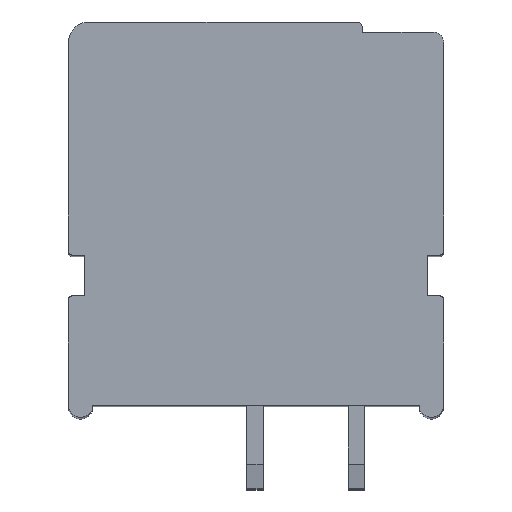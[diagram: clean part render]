
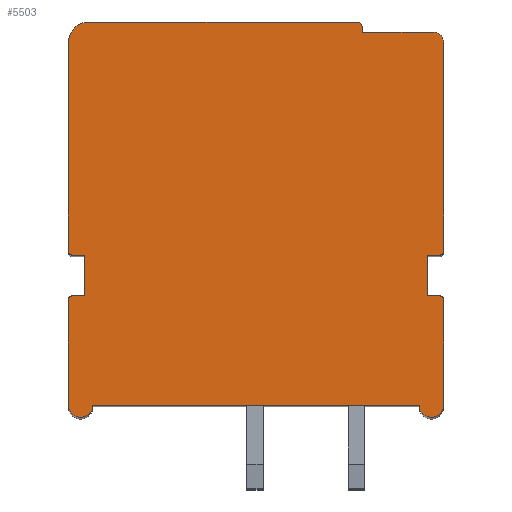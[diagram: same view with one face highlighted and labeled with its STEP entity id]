
A CAD part, top view. The second image highlights one B-rep face of the part: STEP entity #5503.
In plain terms, the highlighted planar face has unit normal (0, 0, 1).
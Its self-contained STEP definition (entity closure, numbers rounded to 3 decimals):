
#800=CARTESIAN_POINT('',(8.75,8.75,4.7));
#801=DIRECTION('',(0.,0.,1.));
#802=DIRECTION('',(1.,0.,0.));
#803=AXIS2_PLACEMENT_3D('',#800,#801,#802);
#805=DIRECTION('',(0.,1.,0.));
#806=VECTOR('',#805,10.3);
#807=CARTESIAN_POINT('',(9.25,-1.55,4.7));
#808=LINE('',#807,#806);
#809=CARTESIAN_POINT('',(9.05,-1.55,4.7));
#810=DIRECTION('',(0.,0.,1.));
#811=DIRECTION('',(0.,-1.,0.));
#812=AXIS2_PLACEMENT_3D('',#809,#810,#811);
#814=DIRECTION('',(1.,0.,0.));
#815=VECTOR('',#814,0.6);
#816=CARTESIAN_POINT('',(8.45,-1.75,4.7));
#817=LINE('',#816,#815);
#818=DIRECTION('',(0.,1.,0.));
#819=VECTOR('',#818,2.);
#820=CARTESIAN_POINT('',(8.45,-3.75,4.7));
#821=LINE('',#820,#819);
#822=DIRECTION('',(-1.,0.,0.));
#823=VECTOR('',#822,0.6);
#824=CARTESIAN_POINT('',(9.05,-3.75,4.7));
#825=LINE('',#824,#823);
#826=CARTESIAN_POINT('',(9.05,-3.95,4.7));
#827=DIRECTION('',(0.,0.,1.));
#828=DIRECTION('',(1.,0.,0.));
#829=AXIS2_PLACEMENT_3D('',#826,#827,#828);
#831=DIRECTION('',(0.,1.,0.));
#832=VECTOR('',#831,5.2);
#833=CARTESIAN_POINT('',(9.25,-9.15,4.7));
#834=LINE('',#833,#832);
#835=CARTESIAN_POINT('',(8.65,-9.15,4.7));
#836=DIRECTION('',(0.,0.,1.));
#837=DIRECTION('',(-1.,0.,0.));
#838=AXIS2_PLACEMENT_3D('',#835,#836,#837);
#840=DIRECTION('',(1.,0.,0.));
#841=VECTOR('',#840,16.1);
#842=CARTESIAN_POINT('',(-8.05,-9.15,4.7));
#843=LINE('',#842,#841);
#844=CARTESIAN_POINT('',(-8.65,-9.15,4.7));
#845=DIRECTION('',(0.,0.,1.));
#846=DIRECTION('',(-1.,0.,0.));
#847=AXIS2_PLACEMENT_3D('',#844,#845,#846);
#849=DIRECTION('',(0.,-1.,0.));
#850=VECTOR('',#849,5.2);
#851=CARTESIAN_POINT('',(-9.25,-3.95,4.7));
#852=LINE('',#851,#850);
#853=CARTESIAN_POINT('',(-9.05,-3.95,4.7));
#854=DIRECTION('',(0.,0.,1.));
#855=DIRECTION('',(0.,1.,0.));
#856=AXIS2_PLACEMENT_3D('',#853,#854,#855);
#858=DIRECTION('',(-1.,0.,0.));
#859=VECTOR('',#858,0.6);
#860=CARTESIAN_POINT('',(-8.45,-3.75,4.7));
#861=LINE('',#860,#859);
#862=DIRECTION('',(0.,-1.,0.));
#863=VECTOR('',#862,2.);
#864=CARTESIAN_POINT('',(-8.45,-1.75,4.7));
#865=LINE('',#864,#863);
#866=DIRECTION('',(1.,0.,0.));
#867=VECTOR('',#866,0.6);
#868=CARTESIAN_POINT('',(-9.05,-1.75,4.7));
#869=LINE('',#868,#867);
#870=CARTESIAN_POINT('',(-9.05,-1.55,4.7));
#871=DIRECTION('',(0.,0.,1.));
#872=DIRECTION('',(-1.,0.,0.));
#873=AXIS2_PLACEMENT_3D('',#870,#871,#872);
#875=DIRECTION('',(0.,-1.,0.));
#876=VECTOR('',#875,10.3);
#877=CARTESIAN_POINT('',(-9.25,8.75,4.7));
#878=LINE('',#877,#876);
#879=CARTESIAN_POINT('',(-8.25,8.75,4.7));
#880=DIRECTION('',(0.,0.,1.));
#881=DIRECTION('',(0.,1.,0.));
#882=AXIS2_PLACEMENT_3D('',#879,#880,#881);
#884=DIRECTION('',(-1.,0.,0.));
#885=VECTOR('',#884,13.2);
#886=CARTESIAN_POINT('',(4.95,9.75,4.7));
#887=LINE('',#886,#885);
#888=CARTESIAN_POINT('',(4.95,9.45,4.7));
#889=DIRECTION('',(0.,0.,1.));
#890=DIRECTION('',(1.,0.,0.));
#891=AXIS2_PLACEMENT_3D('',#888,#889,#890);
#893=DIRECTION('',(0.,1.,0.));
#894=VECTOR('',#893,0.2);
#895=CARTESIAN_POINT('',(5.25,9.25,4.7));
#896=LINE('',#895,#894);
#897=DIRECTION('',(-1.,0.,0.));
#898=VECTOR('',#897,3.5);
#899=CARTESIAN_POINT('',(8.75,9.25,4.7));
#900=LINE('',#899,#898);
#3593=CARTESIAN_POINT('',(9.25,8.75,4.7));
#3594=CARTESIAN_POINT('',(8.75,9.25,4.7));
#3595=VERTEX_POINT('',#3593);
#3596=VERTEX_POINT('',#3594);
#3597=CARTESIAN_POINT('',(5.25,9.25,4.7));
#3598=VERTEX_POINT('',#3597);
#3599=CARTESIAN_POINT('',(5.25,9.45,4.7));
#3600=VERTEX_POINT('',#3599);
#3601=CARTESIAN_POINT('',(4.95,9.75,4.7));
#3602=VERTEX_POINT('',#3601);
#3603=CARTESIAN_POINT('',(-8.25,9.75,4.7));
#3604=VERTEX_POINT('',#3603);
#3605=CARTESIAN_POINT('',(-9.25,8.75,4.7));
#3606=VERTEX_POINT('',#3605);
#3607=CARTESIAN_POINT('',(-9.25,-1.55,4.7));
#3608=VERTEX_POINT('',#3607);
#3609=CARTESIAN_POINT('',(-9.05,-1.75,4.7));
#3610=VERTEX_POINT('',#3609);
#3611=CARTESIAN_POINT('',(-8.45,-1.75,4.7));
#3612=VERTEX_POINT('',#3611);
#3613=CARTESIAN_POINT('',(-8.45,-3.75,4.7));
#3614=VERTEX_POINT('',#3613);
#3615=CARTESIAN_POINT('',(-9.05,-3.75,4.7));
#3616=VERTEX_POINT('',#3615);
#3617=CARTESIAN_POINT('',(-9.25,-3.95,4.7));
#3618=VERTEX_POINT('',#3617);
#3619=CARTESIAN_POINT('',(-9.25,-9.15,4.7));
#3620=VERTEX_POINT('',#3619);
#3621=CARTESIAN_POINT('',(-8.05,-9.15,4.7));
#3622=VERTEX_POINT('',#3621);
#3623=CARTESIAN_POINT('',(8.05,-9.15,4.7));
#3624=VERTEX_POINT('',#3623);
#3625=CARTESIAN_POINT('',(9.25,-9.15,4.7));
#3626=VERTEX_POINT('',#3625);
#3627=CARTESIAN_POINT('',(9.25,-3.95,4.7));
#3628=VERTEX_POINT('',#3627);
#3629=CARTESIAN_POINT('',(9.05,-3.75,4.7));
#3630=VERTEX_POINT('',#3629);
#3631=CARTESIAN_POINT('',(8.45,-3.75,4.7));
#3632=VERTEX_POINT('',#3631);
#3633=CARTESIAN_POINT('',(8.45,-1.75,4.7));
#3634=VERTEX_POINT('',#3633);
#3635=CARTESIAN_POINT('',(9.05,-1.75,4.7));
#3636=VERTEX_POINT('',#3635);
#3637=CARTESIAN_POINT('',(9.25,-1.55,4.7));
#3638=VERTEX_POINT('',#3637);
#5473=CARTESIAN_POINT('',(0.,0.,4.7));
#5474=DIRECTION('',(0.,0.,1.));
#5475=DIRECTION('',(1.,0.,0.));
#5476=AXIS2_PLACEMENT_3D('',#5473,#5474,#5475);
#5477=PLANE('',#5476);
#5478=ORIENTED_EDGE('',*,*,#4745,.F.);
#5479=ORIENTED_EDGE('',*,*,#4760,.F.);
#5480=ORIENTED_EDGE('',*,*,#4774,.F.);
#5481=ORIENTED_EDGE('',*,*,#4788,.F.);
#5482=ORIENTED_EDGE('',*,*,#4802,.F.);
#5483=ORIENTED_EDGE('',*,*,#4816,.F.);
#5484=ORIENTED_EDGE('',*,*,#4830,.F.);
#5485=ORIENTED_EDGE('',*,*,#4844,.F.);
#5486=ORIENTED_EDGE('',*,*,#4858,.F.);
#5487=ORIENTED_EDGE('',*,*,#4872,.F.);
#5488=ORIENTED_EDGE('',*,*,#5066,.F.);
#5489=ORIENTED_EDGE('',*,*,#5080,.F.);
#5490=ORIENTED_EDGE('',*,*,#5094,.F.);
#5491=ORIENTED_EDGE('',*,*,#5108,.F.);
#5492=ORIENTED_EDGE('',*,*,#5122,.F.);
#5493=ORIENTED_EDGE('',*,*,#5136,.F.);
#5494=ORIENTED_EDGE('',*,*,#5150,.F.);
#5495=ORIENTED_EDGE('',*,*,#5164,.F.);
#5496=ORIENTED_EDGE('',*,*,#5178,.F.);
#5497=ORIENTED_EDGE('',*,*,#5192,.F.);
#5498=ORIENTED_EDGE('',*,*,#5350,.F.);
#5499=ORIENTED_EDGE('',*,*,#5364,.F.);
#5500=ORIENTED_EDGE('',*,*,#5377,.F.);
#5501=EDGE_LOOP('',(#5478,#5479,#5480,#5481,#5482,#5483,#5484,#5485,#5486,#5487,
#5488,#5489,#5490,#5491,#5492,#5493,#5494,#5495,#5496,#5497,#5498,#5499,#5500));
#5502=FACE_OUTER_BOUND('',#5501,.F.);
#804=CIRCLE('',#803,0.5);
#813=CIRCLE('',#812,0.2);
#830=CIRCLE('',#829,0.2);
#839=CIRCLE('',#838,0.6);
#848=CIRCLE('',#847,0.6);
#857=CIRCLE('',#856,0.2);
#874=CIRCLE('',#873,0.2);
#883=CIRCLE('',#882,1.);
#892=CIRCLE('',#891,0.3);
#4745=EDGE_CURVE('',#3595,#3596,#804,.T.);
#4760=EDGE_CURVE('',#3638,#3595,#808,.T.);
#4774=EDGE_CURVE('',#3636,#3638,#813,.T.);
#4788=EDGE_CURVE('',#3634,#3636,#817,.T.);
#4802=EDGE_CURVE('',#3632,#3634,#821,.T.);
#4816=EDGE_CURVE('',#3630,#3632,#825,.T.);
#4830=EDGE_CURVE('',#3628,#3630,#830,.T.);
#4844=EDGE_CURVE('',#3626,#3628,#834,.T.);
#4858=EDGE_CURVE('',#3624,#3626,#839,.T.);
#4872=EDGE_CURVE('',#3622,#3624,#843,.T.);
#5066=EDGE_CURVE('',#3620,#3622,#848,.T.);
#5080=EDGE_CURVE('',#3618,#3620,#852,.T.);
#5094=EDGE_CURVE('',#3616,#3618,#857,.T.);
#5108=EDGE_CURVE('',#3614,#3616,#861,.T.);
#5122=EDGE_CURVE('',#3612,#3614,#865,.T.);
#5136=EDGE_CURVE('',#3610,#3612,#869,.T.);
#5150=EDGE_CURVE('',#3608,#3610,#874,.T.);
#5164=EDGE_CURVE('',#3606,#3608,#878,.T.);
#5178=EDGE_CURVE('',#3604,#3606,#883,.T.);
#5192=EDGE_CURVE('',#3602,#3604,#887,.T.);
#5350=EDGE_CURVE('',#3600,#3602,#892,.T.);
#5364=EDGE_CURVE('',#3598,#3600,#896,.T.);
#5377=EDGE_CURVE('',#3596,#3598,#900,.T.);
#5503=ADVANCED_FACE('',(#5502),#5477,.T.);
